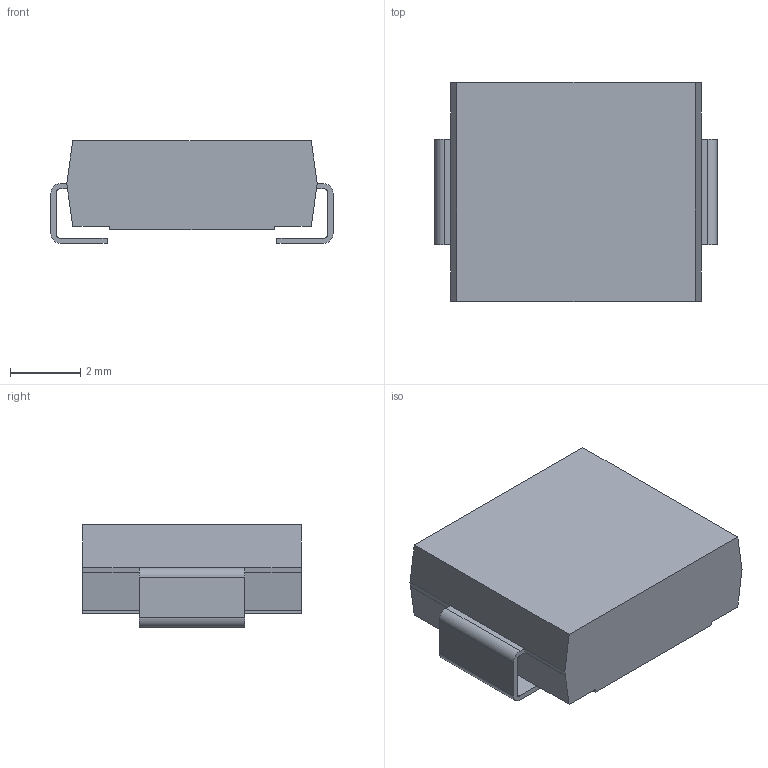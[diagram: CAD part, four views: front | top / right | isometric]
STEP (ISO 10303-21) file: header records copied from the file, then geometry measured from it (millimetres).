
FILE_DESCRIPTION(/* description */ (''),/* implementation_level */ '2;1');
FILE_NAME(/* name */ 'D_SMC_DO214AB.step',/* time_stamp */ '2022-05-08T22:29:19+06:00',/* author */ (''),/* organization */ (''),/* preprocessor_version */ 'ST-DEVELOPER v18.1',/* originating_system */ 'Autodesk Translation Framework v10.14.0.1471',/* authorisation */ '');
FILE_SCHEMA (('AUTOMOTIVE_DESIGN { 1 0 10303 214 3 1 1 }'));
Length unit declared in the file: millimetre
Products named in the file (2): SMC_DO214AB; DO-214AB
Assembly tree (1 placements, depth 2):
  SMC_DO214AB
    DO-214AB
Bounding box: 8.05 x 6.25 x 2.93 mm (x, y, z)
Volume: 112.7 mm3; surface area: 194 mm2
Topology: 1 solids, 1 shells, 43 faces, 119 edges, 78 vertices
Faces by surface type: plane 35, cylinder 8
Entity records: 1436 total; most frequent: CARTESIAN_POINT 243, ORIENTED_EDGE 238, DIRECTION 227, EDGE_CURVE 119, LINE 103, VECTOR 103, VERTEX_POINT 78, AXIS2_PLACEMENT_3D 62
